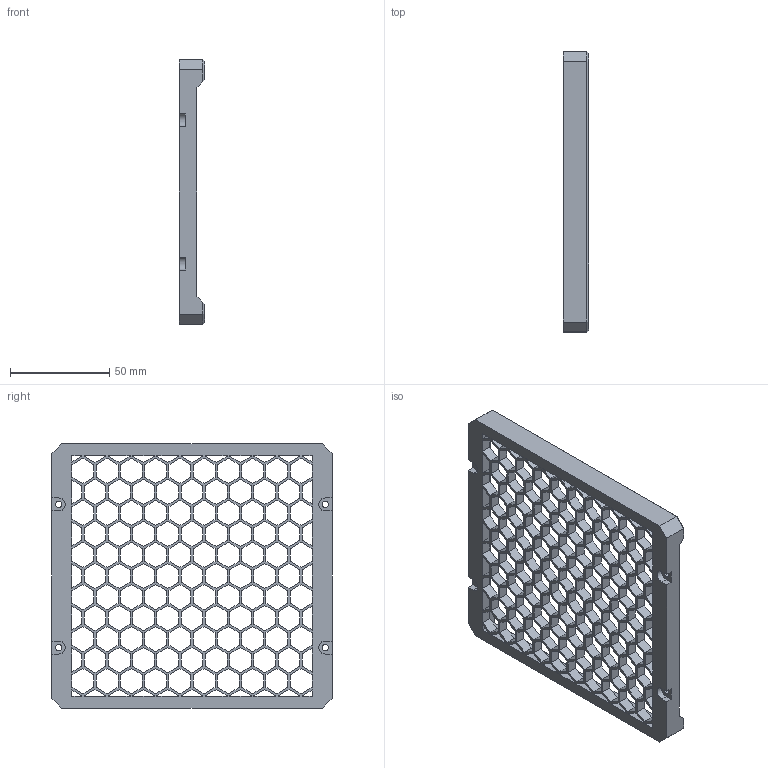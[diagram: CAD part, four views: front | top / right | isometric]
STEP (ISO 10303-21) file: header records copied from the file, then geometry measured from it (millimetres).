
FILE_DESCRIPTION(('FreeCAD Model'),'2;1');
FILE_NAME('1_gray_filter_cover.stp','2021-01-19T21:38:40',('Author'),(''), 'Open CASCADE STEP processor 7.3','FreeCAD','Unknown');
FILE_SCHEMA(('AUTOMOTIVE_DESIGN { 1 0 10303 214 1 1 1 1 }'));
Products named in the file (1): gray_filter_cover
Bounding box: 13 x 141 x 133 mm (x, y, z)
Volume: 46705.8 mm3; surface area: 46950.9 mm2
Topology: 1 solids, 1 shells, 838 faces, 2496 edges, 1660 vertices
Faces by surface type: bspline 826, revolution 12
Entity records: 56253 total; most frequent: CARTESIAN_POINT 18117, ORIENTED_EDGE 4992, PCURVE 4992, DEFINITIONAL_REPRESENTATION 4992, B_SPLINE_CURVE_WITH_KNOTS 4992, DIRECTION 2546, EDGE_CURVE 2496, SURFACE_CURVE 2496
